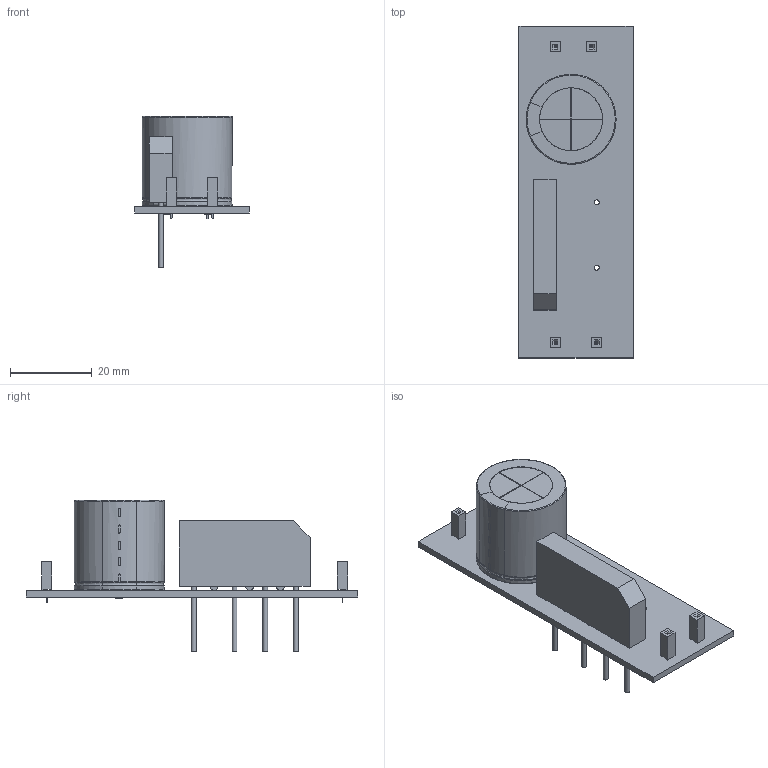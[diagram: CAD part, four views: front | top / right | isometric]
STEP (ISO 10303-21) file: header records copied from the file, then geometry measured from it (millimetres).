
FILE_DESCRIPTION(('KiCad electronic assembly'),'2;1');
FILE_NAME('fuente1.step','2021-05-03T20:23:38',('An Author'),( 'A Company'),'Open CASCADE STEP processor 6.9', 'KiCad to STEP converter','Unknown');
FILE_SCHEMA(('AUTOMOTIVE_DESIGN { 1 0 10303 214 1 1 1 1 }'));
Length unit declared in the file: millimetre
Products named in the file (8): Open CASCADE STEP translator 6.9 1; Diode_Bridge_32.0x5.6x17.0mm_P10.0mm_P7.5mm; SOLID; CP_Radial_D22.0mm_P10.00mm_SnapIn; PinSocket_1x01_P2.54mm_Vertical; COMPOUND
Assembly tree (10 placements, depth 3):
  Open CASCADE STEP translator 6.9 1
    Diode_Bridge_32.0x5.6x17.0mm_P10.0mm_P7.5mm
      SOLID
    CP_Radial_D22.0mm_P10.00mm_SnapIn
      SOLID
    PinSocket_1x01_P2.54mm_Vertical  x4
      SOLID
    COMPOUND
Bounding box: 27.94 x 81.28 x 37 mm (x, y, z)
Volume: 14978.5 mm3; surface area: 9848 mm2
Topology: 7 solids, 8 shells, 258 faces, 646 edges, 429 vertices
Faces by surface type: plane 211, cylinder 36, bspline 5, revolution 4, torus 2
Full cylindrical faces by diameter (mm): 1 x4, 1.2 x10, 1.7 x2, 2 x2
Entity records: 11461 total; most frequent: CARTESIAN_POINT 3775, DIRECTION 1228, LINE 754, VECTOR 754, ORIENTED_EDGE 668, PCURVE 668, DEFINITIONAL_REPRESENTATION 668, EDGE_CURVE 334
